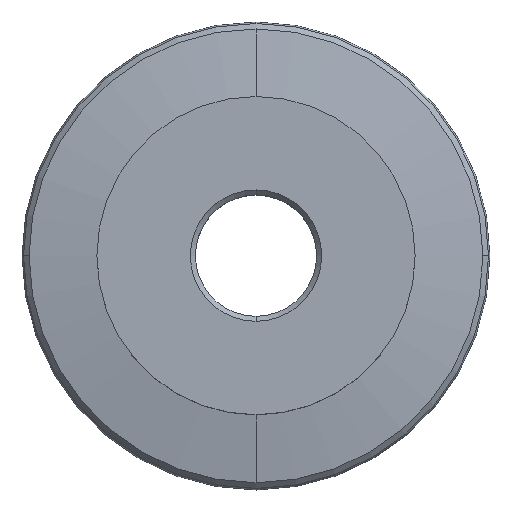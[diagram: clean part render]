
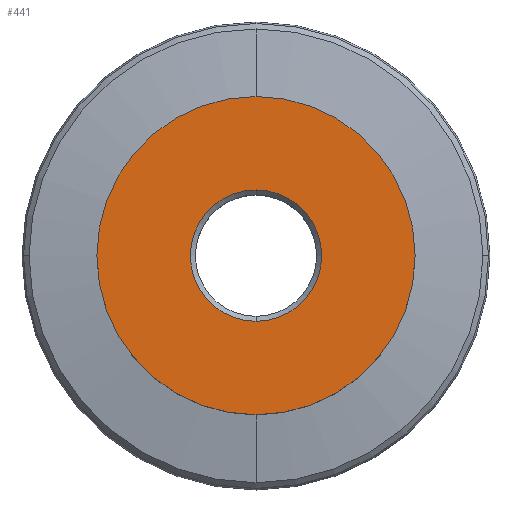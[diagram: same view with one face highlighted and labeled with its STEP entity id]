
A CAD part, top view. The second image highlights one B-rep face of the part: STEP entity #441.
In plain terms, the highlighted planar face has unit normal (0, 0, 1).
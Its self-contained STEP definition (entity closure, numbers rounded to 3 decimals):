
#395=VERTEX_POINT('',#948);
#441=ADVANCED_FACE('',(#997,#998),#999,.T.);
#497=EDGE_CURVE('',#395,#557,#1061,.T.);
#557=VERTEX_POINT('',#1126);
#647=EDGE_CURVE('',#769,#679,#1228,.T.);
#659=EDGE_CURVE('',#679,#769,#1242,.T.);
#679=VERTEX_POINT('',#1264);
#693=EDGE_CURVE('',#557,#395,#1279,.T.);
#769=VERTEX_POINT('',#1367);
#948=CARTESIAN_POINT('',(0.0,10.319,0.0));
#997=FACE_BOUND('',#1631,.T.);
#998=FACE_OUTER_BOUND('',#1632,.T.);
#999=PLANE('',#1633);
#1061=CIRCLE('',#1709,10.319);
#1126=CARTESIAN_POINT('',(0.,-10.319,0.0));
#1228=CIRCLE('',#1929,25.0);
#1242=CIRCLE('',#1946,25.0);
#1264=CARTESIAN_POINT('',(0.,-25.0,0.0));
#1279=CIRCLE('',#1993,10.319);
#1367=CARTESIAN_POINT('',(0.0,25.0,0.0));
#1631=EDGE_LOOP('',(#2342,#2343));
#1632=EDGE_LOOP('',(#2344,#2345));
#1633=AXIS2_PLACEMENT_3D('',#2346,#2347,#2348);
#1709=AXIS2_PLACEMENT_3D('',#2428,#2429,#2430);
#1929=AXIS2_PLACEMENT_3D('',#2661,#2662,#2663);
#1946=AXIS2_PLACEMENT_3D('',#2690,#2691,#2692);
#1993=AXIS2_PLACEMENT_3D('',#2738,#2739,#2740);
#2342=ORIENTED_EDGE('',*,*,#497,.T.);
#2343=ORIENTED_EDGE('',*,*,#693,.T.);
#2344=ORIENTED_EDGE('',*,*,#647,.F.);
#2345=ORIENTED_EDGE('',*,*,#659,.F.);
#2346=CARTESIAN_POINT('',(0.0,12.5,0.0));
#2347=DIRECTION('',(-0.0,0.0,1.0));
#2348=DIRECTION('',(0.0,-1.0,0.0));
#2428=CARTESIAN_POINT('',(0.0,0.0,0.0));
#2429=DIRECTION('',(-0.0,0.0,-1.0));
#2430=DIRECTION('',(0.0,1.0,0.0));
#2661=CARTESIAN_POINT('',(0.0,0.0,0.0));
#2662=DIRECTION('',(0.0,0.0,-1.0));
#2663=DIRECTION('',(0.0,1.0,0.0));
#2690=CARTESIAN_POINT('',(0.0,0.0,0.0));
#2691=DIRECTION('',(0.0,0.0,-1.0));
#2692=DIRECTION('',(0.0,1.0,0.0));
#2738=CARTESIAN_POINT('',(0.0,0.0,0.0));
#2739=DIRECTION('',(-0.0,0.0,-1.0));
#2740=DIRECTION('',(0.0,1.0,0.0));
